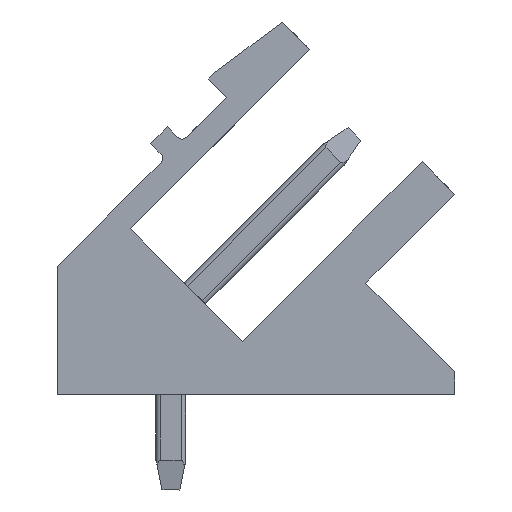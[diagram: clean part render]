
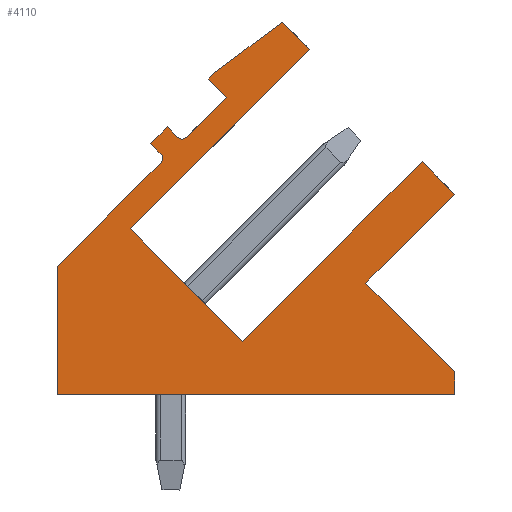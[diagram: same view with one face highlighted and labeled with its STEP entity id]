
A CAD part, left-side view. The second image highlights one B-rep face of the part: STEP entity #4110.
In plain terms, the highlighted planar face has unit normal (-1, 0, 0).
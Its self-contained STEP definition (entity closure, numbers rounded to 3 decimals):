
#3624=AXIS2_PLACEMENT_3D('Circle Axis2P3D',#3622,#3623,$) ;
#4081=AXIS2_PLACEMENT_3D('Plane Axis2P3D',#4078,#4079,#4080) ;
#4085=AXIS2_PLACEMENT_3D('Circle Axis2P3D',#4083,#4084,$) ;
#213=CARTESIAN_POINT('Vertex',(0.,8.98,11.809)) ;
#216=CARTESIAN_POINT('Line Origine',(0.,8.309,12.481)) ;
#220=CARTESIAN_POINT('Vertex',(0.,7.637,13.153)) ;
#695=CARTESIAN_POINT('Vertex',(0.,4.851,14.751)) ;
#698=CARTESIAN_POINT('Line Origine',(0.,7.856,11.746)) ;
#702=CARTESIAN_POINT('Vertex',(0.,10.861,8.74)) ;
#775=CARTESIAN_POINT('Vertex',(0.,5.77,15.67)) ;
#778=CARTESIAN_POINT('Line Origine',(0.,5.31,15.21)) ;
#1180=CARTESIAN_POINT('Line Origine',(0.,7.941,13.457)) ;
#1184=CARTESIAN_POINT('Vertex',(0.,8.245,13.761)) ;
#1678=CARTESIAN_POINT('Line Origine',(0.,8.98,6.859)) ;
#1682=CARTESIAN_POINT('Vertex',(0.,7.099,4.979)) ;
#2564=CARTESIAN_POINT('Line Origine',(0.,8.139,13.867)) ;
#2568=CARTESIAN_POINT('Vertex',(0.,8.033,13.973)) ;
#2588=CARTESIAN_POINT('Line Origine',(0.,4.094,7.984)) ;
#2592=CARTESIAN_POINT('Vertex',(0.,1.089,10.989)) ;
#2983=CARTESIAN_POINT('Line Origine',(0.,0.544,10.444)) ;
#2987=CARTESIAN_POINT('Vertex',(0.,0.,9.9)) ;
#3021=CARTESIAN_POINT('Line Origine',(0.,1.485,8.415)) ;
#3025=CARTESIAN_POINT('Vertex',(0.,2.97,6.93)) ;
#3045=CARTESIAN_POINT('Line Origine',(0.,1.485,5.445)) ;
#3049=CARTESIAN_POINT('Vertex',(0.,0.,3.96)) ;
#3069=CARTESIAN_POINT('Line Origine',(0.,0.,3.58)) ;
#3073=CARTESIAN_POINT('Vertex',(0.,0.,3.2)) ;
#3093=CARTESIAN_POINT('Line Origine',(0.,6.65,3.2)) ;
#3097=CARTESIAN_POINT('Vertex',(0.,13.3,3.2)) ;
#3579=CARTESIAN_POINT('Line Origine',(0.,13.3,5.345)) ;
#3583=CARTESIAN_POINT('Vertex',(0.,13.3,7.489)) ;
#3598=CARTESIAN_POINT('Line Origine',(0.,11.564,9.225)) ;
#3602=CARTESIAN_POINT('Vertex',(0.,9.829,10.961)) ;
#3622=CARTESIAN_POINT('Axis2P3D Location',(0.,9.97,11.102)) ;
#3626=CARTESIAN_POINT('Vertex',(0.,9.829,11.244)) ;
#3646=CARTESIAN_POINT('Line Origine',(0.,10.006,11.42)) ;
#3650=CARTESIAN_POINT('Vertex',(0.,10.182,11.597)) ;
#3670=CARTESIAN_POINT('Line Origine',(0.,9.899,11.88)) ;
#3674=CARTESIAN_POINT('Vertex',(0.,9.617,12.163)) ;
#3694=CARTESIAN_POINT('Line Origine',(0.,9.44,11.986)) ;
#3698=CARTESIAN_POINT('Vertex',(0.,9.263,11.809)) ;
#3790=CARTESIAN_POINT('Line Origine',(0.,6.901,14.821)) ;
#4078=CARTESIAN_POINT('Axis2P3D Location',(0.,0.,0.)) ;
#4083=CARTESIAN_POINT('Axis2P3D Location',(0.,9.122,11.951)) ;
#217=DIRECTION('Vector Direction',(0.,-0.707,0.707)) ;
#699=DIRECTION('Vector Direction',(0.,0.707,-0.707)) ;
#779=DIRECTION('Vector Direction',(0.,-0.707,-0.707)) ;
#1181=DIRECTION('Vector Direction',(0.,0.707,0.707)) ;
#1679=DIRECTION('Vector Direction',(0.,-0.707,-0.707)) ;
#2565=DIRECTION('Vector Direction',(0.,-0.707,0.707)) ;
#2589=DIRECTION('Vector Direction',(0.,-0.707,0.707)) ;
#2984=DIRECTION('Vector Direction',(0.,-0.707,-0.707)) ;
#3022=DIRECTION('Vector Direction',(0.,0.707,-0.707)) ;
#3046=DIRECTION('Vector Direction',(0.,-0.707,-0.707)) ;
#3070=DIRECTION('Vector Direction',(0.,0.,-1.)) ;
#3094=DIRECTION('Vector Direction',(0.,1.,0.)) ;
#3580=DIRECTION('Vector Direction',(0.,0.,1.)) ;
#3599=DIRECTION('Vector Direction',(0.,-0.707,0.707)) ;
#3623=DIRECTION('Axis2P3D Direction',(-1.,0.,0.)) ;
#3647=DIRECTION('Vector Direction',(0.,0.707,0.707)) ;
#3671=DIRECTION('Vector Direction',(0.,-0.707,0.707)) ;
#3695=DIRECTION('Vector Direction',(0.,-0.707,-0.707)) ;
#3791=DIRECTION('Vector Direction',(0.,-0.8,0.6)) ;
#4079=DIRECTION('Axis2P3D Direction',(-1.,0.,0.)) ;
#4080=DIRECTION('Axis2P3D XDirection',(0.,0.,1.)) ;
#4084=DIRECTION('Axis2P3D Direction',(-1.,0.,0.)) ;
#218=VECTOR('Line Direction',#217,1.) ;
#700=VECTOR('Line Direction',#699,1.) ;
#780=VECTOR('Line Direction',#779,1.) ;
#1182=VECTOR('Line Direction',#1181,1.) ;
#1680=VECTOR('Line Direction',#1679,1.) ;
#2566=VECTOR('Line Direction',#2565,1.) ;
#2590=VECTOR('Line Direction',#2589,1.) ;
#2985=VECTOR('Line Direction',#2984,1.) ;
#3023=VECTOR('Line Direction',#3022,1.) ;
#3047=VECTOR('Line Direction',#3046,1.) ;
#3071=VECTOR('Line Direction',#3070,1.) ;
#3095=VECTOR('Line Direction',#3094,1.) ;
#3581=VECTOR('Line Direction',#3580,1.) ;
#3600=VECTOR('Line Direction',#3599,1.) ;
#3648=VECTOR('Line Direction',#3647,1.) ;
#3672=VECTOR('Line Direction',#3671,1.) ;
#3696=VECTOR('Line Direction',#3695,1.) ;
#3792=VECTOR('Line Direction',#3791,1.) ;
#4089=ORIENTED_EDGE('',*,*,#1684,.T.) ;
#4090=ORIENTED_EDGE('',*,*,#704,.T.) ;
#4091=ORIENTED_EDGE('',*,*,#782,.T.) ;
#4092=ORIENTED_EDGE('',*,*,#3794,.T.) ;
#4093=ORIENTED_EDGE('',*,*,#2570,.T.) ;
#4094=ORIENTED_EDGE('',*,*,#1186,.T.) ;
#4095=ORIENTED_EDGE('',*,*,#222,.T.) ;
#4096=ORIENTED_EDGE('',*,*,#4087,.T.) ;
#4097=ORIENTED_EDGE('',*,*,#3700,.T.) ;
#4098=ORIENTED_EDGE('',*,*,#3676,.T.) ;
#4099=ORIENTED_EDGE('',*,*,#3652,.T.) ;
#4100=ORIENTED_EDGE('',*,*,#3628,.T.) ;
#4101=ORIENTED_EDGE('',*,*,#3604,.T.) ;
#4102=ORIENTED_EDGE('',*,*,#3585,.T.) ;
#4103=ORIENTED_EDGE('',*,*,#3099,.T.) ;
#4104=ORIENTED_EDGE('',*,*,#3075,.T.) ;
#4105=ORIENTED_EDGE('',*,*,#3051,.T.) ;
#4106=ORIENTED_EDGE('',*,*,#3027,.T.) ;
#4107=ORIENTED_EDGE('',*,*,#2989,.T.) ;
#4108=ORIENTED_EDGE('',*,*,#2594,.T.) ;
#4110=ADVANCED_FACE('Housing',(#4109),#4082,.T.) ;
#3625=CIRCLE('generated circle',#3624,0.2) ;
#4086=CIRCLE('generated circle',#4085,0.2) ;
#222=EDGE_CURVE('',#221,#214,#219,.F.) ;
#704=EDGE_CURVE('',#703,#696,#701,.F.) ;
#782=EDGE_CURVE('',#696,#776,#781,.F.) ;
#1186=EDGE_CURVE('',#1185,#221,#1183,.F.) ;
#1684=EDGE_CURVE('',#1683,#703,#1681,.F.) ;
#2570=EDGE_CURVE('',#2569,#1185,#2567,.F.) ;
#2594=EDGE_CURVE('',#2593,#1683,#2591,.F.) ;
#2989=EDGE_CURVE('',#2988,#2593,#2986,.F.) ;
#3027=EDGE_CURVE('',#3026,#2988,#3024,.F.) ;
#3051=EDGE_CURVE('',#3050,#3026,#3048,.F.) ;
#3075=EDGE_CURVE('',#3074,#3050,#3072,.F.) ;
#3099=EDGE_CURVE('',#3098,#3074,#3096,.F.) ;
#3585=EDGE_CURVE('',#3584,#3098,#3582,.F.) ;
#3604=EDGE_CURVE('',#3603,#3584,#3601,.F.) ;
#3628=EDGE_CURVE('',#3627,#3603,#3625,.F.) ;
#3652=EDGE_CURVE('',#3651,#3627,#3649,.F.) ;
#3676=EDGE_CURVE('',#3675,#3651,#3673,.F.) ;
#3700=EDGE_CURVE('',#3699,#3675,#3697,.F.) ;
#3794=EDGE_CURVE('',#776,#2569,#3793,.F.) ;
#4087=EDGE_CURVE('',#214,#3699,#4086,.F.) ;
#4088=EDGE_LOOP('',(#4089,#4090,#4091,#4092,#4093,#4094,#4095,#4096,#4097,#4098,#4099,#4100,#4101,#4102,#4103,#4104,#4105,#4106,#4107,#4108)) ;
#4109=FACE_OUTER_BOUND('',#4088,.T.) ;
#219=LINE('Line',#216,#218) ;
#701=LINE('Line',#698,#700) ;
#781=LINE('Line',#778,#780) ;
#1183=LINE('Line',#1180,#1182) ;
#1681=LINE('Line',#1678,#1680) ;
#2567=LINE('Line',#2564,#2566) ;
#2591=LINE('Line',#2588,#2590) ;
#2986=LINE('Line',#2983,#2985) ;
#3024=LINE('Line',#3021,#3023) ;
#3048=LINE('Line',#3045,#3047) ;
#3072=LINE('Line',#3069,#3071) ;
#3096=LINE('Line',#3093,#3095) ;
#3582=LINE('Line',#3579,#3581) ;
#3601=LINE('Line',#3598,#3600) ;
#3649=LINE('Line',#3646,#3648) ;
#3673=LINE('Line',#3670,#3672) ;
#3697=LINE('Line',#3694,#3696) ;
#3793=LINE('Line',#3790,#3792) ;
#4082=PLANE('',#4081) ;
#214=VERTEX_POINT('',#213) ;
#221=VERTEX_POINT('',#220) ;
#696=VERTEX_POINT('',#695) ;
#703=VERTEX_POINT('',#702) ;
#776=VERTEX_POINT('',#775) ;
#1185=VERTEX_POINT('',#1184) ;
#1683=VERTEX_POINT('',#1682) ;
#2569=VERTEX_POINT('',#2568) ;
#2593=VERTEX_POINT('',#2592) ;
#2988=VERTEX_POINT('',#2987) ;
#3026=VERTEX_POINT('',#3025) ;
#3050=VERTEX_POINT('',#3049) ;
#3074=VERTEX_POINT('',#3073) ;
#3098=VERTEX_POINT('',#3097) ;
#3584=VERTEX_POINT('',#3583) ;
#3603=VERTEX_POINT('',#3602) ;
#3627=VERTEX_POINT('',#3626) ;
#3651=VERTEX_POINT('',#3650) ;
#3675=VERTEX_POINT('',#3674) ;
#3699=VERTEX_POINT('',#3698) ;
